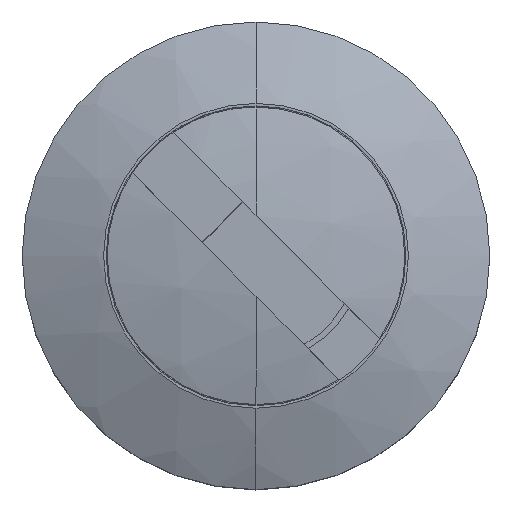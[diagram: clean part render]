
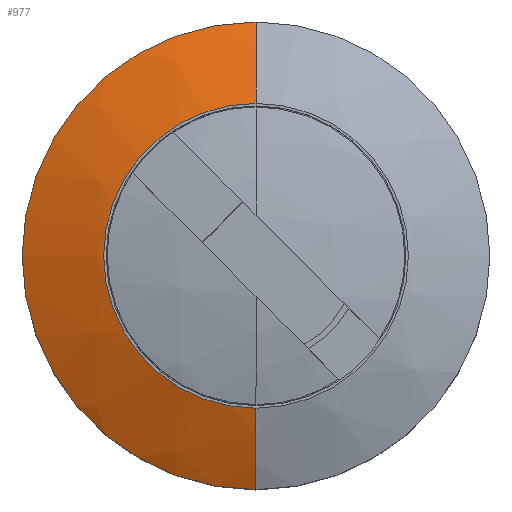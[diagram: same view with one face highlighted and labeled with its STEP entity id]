
A CAD part, top view. The second image highlights one B-rep face of the part: STEP entity #977.
In plain terms, the highlighted spherical face has radius 25 mm.
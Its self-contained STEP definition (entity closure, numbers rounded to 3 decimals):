
#15 = DIRECTION ( 'NONE',  ( -1., 0., 0. ) ) ;
#25 = CARTESIAN_POINT ( 'NONE',  ( 0., 0., -1.5 ) ) ;
#60 = DIRECTION ( 'NONE',  ( 0., 0., 1. ) ) ;
#87 = CARTESIAN_POINT ( 'NONE',  ( 0., 0., 0. ) ) ;
#133 = CARTESIAN_POINT ( 'NONE',  ( 0., -7.169, 0. ) ) ;
#167 = CIRCLE ( 'NONE', #2156, 25. ) ;
#180 = VERTEX_POINT ( 'NONE', #2826 ) ;
#225 = CARTESIAN_POINT ( 'NONE',  ( 0., 0., -23.95 ) ) ;
#433 = CARTESIAN_POINT ( 'NONE',  ( 0., 7.169, 0. ) ) ;
#462 = SPHERICAL_SURFACE ( 'NONE', #1547, 25. ) ;
#592 = CARTESIAN_POINT ( 'NONE',  ( 0., -11., -1.5 ) ) ;
#636 = AXIS2_PLACEMENT_3D ( 'NONE', #1074, #1300, #2701 ) ;
#691 = ORIENTED_EDGE ( 'NONE', *, *, #2003, .T. ) ;
#713 = CARTESIAN_POINT ( 'NONE',  ( 0., 0., -23.95 ) ) ;
#905 = VERTEX_POINT ( 'NONE', #1110 ) ;
#977 = ADVANCED_FACE ( 'NONE', ( #1226 ), #462, .T. ) ;
#986 = EDGE_CURVE ( 'NONE', #180, #905, #1630, .T. ) ;
#1074 = CARTESIAN_POINT ( 'NONE',  ( 0., 0., -23.95 ) ) ;
#1110 = CARTESIAN_POINT ( 'NONE',  ( -11., 0., -1.5 ) ) ;
#1203 = CIRCLE ( 'NONE', #636, 25. ) ;
#1226 = FACE_OUTER_BOUND ( 'NONE', #1972, .T. ) ;
#1300 = DIRECTION ( 'NONE',  ( 1., 0., 0. ) ) ;
#1345 = AXIS2_PLACEMENT_3D ( 'NONE', #2808, #60, #1426 ) ;
#1346 = VERTEX_POINT ( 'NONE', #133 ) ;
#1351 = ORIENTED_EDGE ( 'NONE', *, *, #986, .T. ) ;
#1367 = DIRECTION ( 'NONE',  ( -1., 0., 0. ) ) ;
#1371 = CIRCLE ( 'NONE', #1345, 11. ) ;
#1426 = DIRECTION ( 'NONE',  ( 1., 0., 0. ) ) ;
#1444 = ORIENTED_EDGE ( 'NONE', *, *, #1633, .F. ) ;
#1547 = AXIS2_PLACEMENT_3D ( 'NONE', #225, #15, #2774 ) ;
#1550 = ORIENTED_EDGE ( 'NONE', *, *, #1667, .T. ) ;
#1630 = CIRCLE ( 'NONE', #2077, 11. ) ;
#1633 = EDGE_CURVE ( 'NONE', #2046, #1346, #2930, .T. ) ;
#1667 = EDGE_CURVE ( 'NONE', #905, #2938, #1371, .T. ) ;
#1782 = DIRECTION ( 'NONE',  ( 0., -1., 0. ) ) ;
#1844 = DIRECTION ( 'NONE',  ( 1., 0., 0. ) ) ;
#1972 = EDGE_LOOP ( 'NONE', ( #1351, #1550, #691, #1444, #2412 ) ) ;
#2003 = EDGE_CURVE ( 'NONE', #2938, #1346, #167, .T. ) ;
#2046 = VERTEX_POINT ( 'NONE', #433 ) ;
#2054 = DIRECTION ( 'NONE',  ( 0., 0., 1. ) ) ;
#2077 = AXIS2_PLACEMENT_3D ( 'NONE', #25, #2054, #1844 ) ;
#2156 = AXIS2_PLACEMENT_3D ( 'NONE', #713, #1367, #1782 ) ;
#2174 = EDGE_CURVE ( 'NONE', #180, #2046, #1203, .T. ) ;
#2327 = DIRECTION ( 'NONE',  ( 1., 0., 0. ) ) ;
#2335 = DIRECTION ( 'NONE',  ( 0., 0., 1. ) ) ;
#2412 = ORIENTED_EDGE ( 'NONE', *, *, #2174, .F. ) ;
#2701 = DIRECTION ( 'NONE',  ( 0., 0., -1. ) ) ;
#2774 = DIRECTION ( 'NONE',  ( 0., 1., 0. ) ) ;
#2792 = AXIS2_PLACEMENT_3D ( 'NONE', #87, #2335, #2327 ) ;
#2808 = CARTESIAN_POINT ( 'NONE',  ( 0., 0., -1.5 ) ) ;
#2826 = CARTESIAN_POINT ( 'NONE',  ( 0., 11., -1.5 ) ) ;
#2930 = CIRCLE ( 'NONE', #2792, 7.169 ) ;
#2938 = VERTEX_POINT ( 'NONE', #592 ) ;
